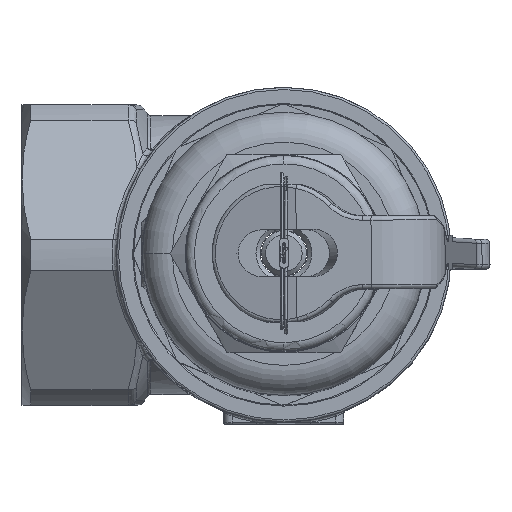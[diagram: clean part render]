
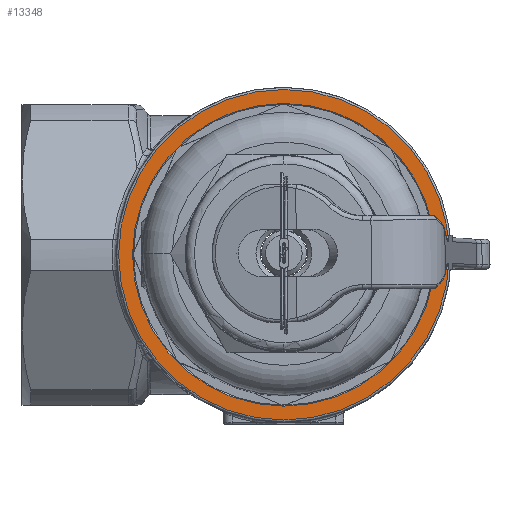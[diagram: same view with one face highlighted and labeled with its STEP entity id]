
A CAD part, top view. The second image highlights one B-rep face of the part: STEP entity #13348.
In plain terms, the highlighted planar face has unit normal (0, 0, 1).
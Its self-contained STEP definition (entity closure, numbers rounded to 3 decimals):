
#7886=CARTESIAN_POINT('',(0.,35.25,50.5));
#7887=VERTEX_POINT('',#7886);
#7894=CARTESIAN_POINT('',(-0.,-35.25,50.5));
#7895=VERTEX_POINT('',#7894);
#7896=CARTESIAN_POINT('',(-0.,0.,50.5));
#7897=DIRECTION('',(0.,-0.,-1.));
#7898=DIRECTION('',(-0.,-1.,0.));
#7899=AXIS2_PLACEMENT_3D('',#7896,#7897,#7898);
#7900=CIRCLE('',#7899,35.25);
#7901=EDGE_CURVE('NONE',#7895,#7887,#7900,.T.);
#13313=CARTESIAN_POINT('',(-0.,0.,50.5));
#13314=DIRECTION('',(0.,0.,1.));
#13315=DIRECTION('',(1.,-0.,-0.));
#13316=AXIS2_PLACEMENT_3D('',#13313,#13314,#13315);
#13317=PLANE('',#13316);
#13318=ORIENTED_EDGE('',*,*,#7901,.T.);
#13319=CARTESIAN_POINT('',(-0.,0.,50.5));
#13320=DIRECTION('',(0.,-0.,-1.));
#13321=DIRECTION('',(-0.,-1.,0.));
#13322=AXIS2_PLACEMENT_3D('',#13319,#13320,#13321);
#13323=CIRCLE('',#13322,35.25);
#13324=EDGE_CURVE('NONE',#7887,#7895,#13323,.T.);
#13325=ORIENTED_EDGE('',*,*,#13324,.T.);
#13326=EDGE_LOOP('',(#13318,#13325));
#13327=FACE_BOUND('',#13326,.T.);
#13328=CARTESIAN_POINT('',(-38.5,0.,50.5));
#13329=VERTEX_POINT('',#13328);
#13330=CARTESIAN_POINT('',(38.5,0.,50.5));
#13331=VERTEX_POINT('',#13330);
#13332=CARTESIAN_POINT('',(-0.,0.,50.5));
#13333=DIRECTION('',(-0.,0.,1.));
#13334=DIRECTION('',(1.,0.,0.));
#13335=AXIS2_PLACEMENT_3D('',#13332,#13333,#13334);
#13336=CIRCLE('',#13335,38.5);
#13337=EDGE_CURVE('NONE',#13329,#13331,#13336,.T.);
#13338=ORIENTED_EDGE('',*,*,#13337,.T.);
#13339=CARTESIAN_POINT('',(-0.,0.,50.5));
#13340=DIRECTION('',(-0.,0.,1.));
#13341=DIRECTION('',(1.,0.,0.));
#13342=AXIS2_PLACEMENT_3D('',#13339,#13340,#13341);
#13343=CIRCLE('',#13342,38.5);
#13344=EDGE_CURVE('NONE',#13331,#13329,#13343,.T.);
#13345=ORIENTED_EDGE('',*,*,#13344,.T.);
#13346=EDGE_LOOP('',(#13338,#13345));
#13347=FACE_BOUND('',#13346,.T.);
#13348=ADVANCED_FACE('NONE',(#13327,#13347),#13317,.T.);
